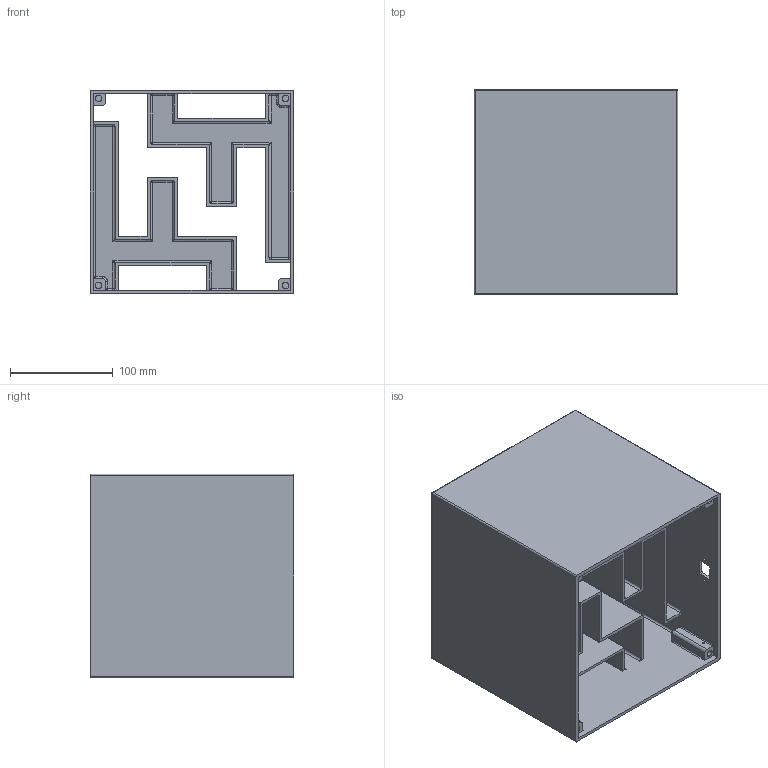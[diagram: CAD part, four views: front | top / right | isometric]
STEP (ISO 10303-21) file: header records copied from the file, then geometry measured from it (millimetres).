
FILE_DESCRIPTION (( 'STEP AP214' ), '1' );
FILE_NAME ('Cube_Artifact_Body.STEP', '2021-05-04T14:14:19', ( '' ), ( '' ), 'SwSTEP 2.0', 'SolidWorks 2020', '' );
FILE_SCHEMA (( 'AUTOMOTIVE_DESIGN' ));
Length unit declared in the file: millimetre
Products named in the file (1): Cube_Artifact_Body
Bounding box: 198 x 198 x 198 mm (x, y, z)
Volume: 1117855.6 mm3; surface area: 669417.3 mm2
Topology: 1 solids, 1 shells, 284 faces, 736 edges, 434 vertices
Faces by surface type: cylinder 144, plane 94, bspline 28, sphere 16, torus 2
Entity records: 9108 total; most frequent: CARTESIAN_POINT 2427, ORIENTED_EDGE 1412, DIRECTION 1398, EDGE_CURVE 706, AXIS2_PLACEMENT_3D 509, VERTEX_POINT 434, VECTOR 380, LINE 380
